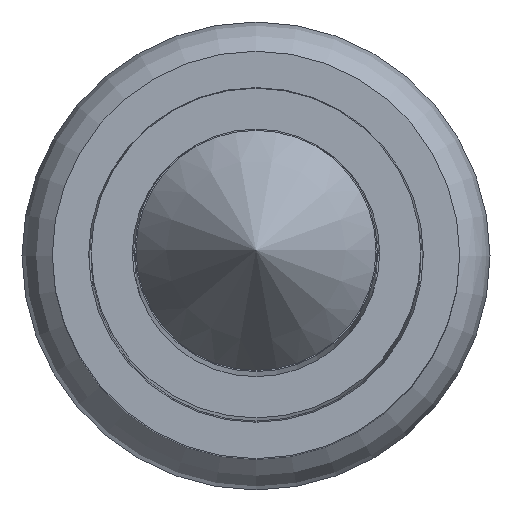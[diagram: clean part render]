
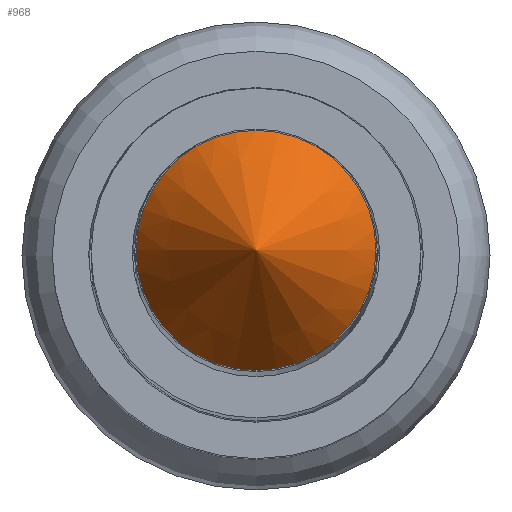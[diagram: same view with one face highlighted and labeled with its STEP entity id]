
A CAD part, top view. The second image highlights one B-rep face of the part: STEP entity #968.
In plain terms, the highlighted conical face has half-angle 35.264 degrees and reference radius 0.495 mm.
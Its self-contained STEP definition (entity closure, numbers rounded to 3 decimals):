
#867 = PLANE('',#868);
#868 = AXIS2_PLACEMENT_3D('',#869,#870,#871);
#869 = CARTESIAN_POINT('',(0.,0.,31.35));
#870 = DIRECTION('',(0.,0.,1.));
#871 = DIRECTION('',(1.,0.,0.));
#936 = EDGE_CURVE('',#937,#937,#939,.T.);
#937 = VERTEX_POINT('',#938);
#938 = CARTESIAN_POINT('',(0.495,0.,31.35));
#939 = SURFACE_CURVE('',#940,(#945,#952),.PCURVE_S1.);
#940 = CIRCLE('',#941,0.495);
#941 = AXIS2_PLACEMENT_3D('',#942,#943,#944);
#942 = CARTESIAN_POINT('',(0.,0.,31.35));
#943 = DIRECTION('',(0.,0.,1.));
#944 = DIRECTION('',(1.,0.,0.));
#945 = PCURVE('',#867,#946);
#946 = DEFINITIONAL_REPRESENTATION('',(#947),#951);
#947 = CIRCLE('',#948,0.495);
#948 = AXIS2_PLACEMENT_2D('',#949,#950);
#949 = CARTESIAN_POINT('',(0.,0.));
#950 = DIRECTION('',(1.,0.));
#951 = ( GEOMETRIC_REPRESENTATION_CONTEXT(2) 
PARAMETRIC_REPRESENTATION_CONTEXT() REPRESENTATION_CONTEXT('2D SPACE',''
  ) );
#952 = PCURVE('',#953,#958);
#953 = CONICAL_SURFACE('',#954,0.495,0.615);
#954 = AXIS2_PLACEMENT_3D('',#955,#956,#957);
#955 = CARTESIAN_POINT('',(0.,0.,31.35));
#956 = DIRECTION('',(-0.,-0.,-1.));
#957 = DIRECTION('',(1.,0.,0.));
#958 = DEFINITIONAL_REPRESENTATION('',(#959),#963);
#959 = LINE('',#960,#961);
#960 = CARTESIAN_POINT('',(-0.,-0.));
#961 = VECTOR('',#962,1.);
#962 = DIRECTION('',(-1.,-0.));
#963 = ( GEOMETRIC_REPRESENTATION_CONTEXT(2) 
PARAMETRIC_REPRESENTATION_CONTEXT() REPRESENTATION_CONTEXT('2D SPACE',''
  ) );
#968 = ADVANCED_FACE('',(#969),#953,.T.);
#969 = FACE_BOUND('',#970,.T.);
#970 = EDGE_LOOP('',(#971,#994,#995));
#971 = ORIENTED_EDGE('',*,*,#972,.F.);
#972 = EDGE_CURVE('',#937,#973,#975,.T.);
#973 = VERTEX_POINT('',#974);
#974 = CARTESIAN_POINT('',(0.,0.,
    32.05));
#975 = SEAM_CURVE('',#976,(#980,#987),.PCURVE_S1.);
#976 = LINE('',#977,#978);
#977 = CARTESIAN_POINT('',(0.495,0.,31.35));
#978 = VECTOR('',#979,1.);
#979 = DIRECTION('',(-0.577,0.,0.816)
  );
#980 = PCURVE('',#953,#981);
#981 = DEFINITIONAL_REPRESENTATION('',(#982),#986);
#982 = LINE('',#983,#984);
#983 = CARTESIAN_POINT('',(-6.283,0.));
#984 = VECTOR('',#985,1.);
#985 = DIRECTION('',(-0.,-1.));
#986 = ( GEOMETRIC_REPRESENTATION_CONTEXT(2) 
PARAMETRIC_REPRESENTATION_CONTEXT() REPRESENTATION_CONTEXT('2D SPACE',''
  ) );
#987 = PCURVE('',#953,#988);
#988 = DEFINITIONAL_REPRESENTATION('',(#989),#993);
#989 = LINE('',#990,#991);
#990 = CARTESIAN_POINT('',(0.,-0.));
#991 = VECTOR('',#992,1.);
#992 = DIRECTION('',(-0.,-1.));
#993 = ( GEOMETRIC_REPRESENTATION_CONTEXT(2) 
PARAMETRIC_REPRESENTATION_CONTEXT() REPRESENTATION_CONTEXT('2D SPACE',''
  ) );
#994 = ORIENTED_EDGE('',*,*,#936,.T.);
#995 = ORIENTED_EDGE('',*,*,#972,.T.);
